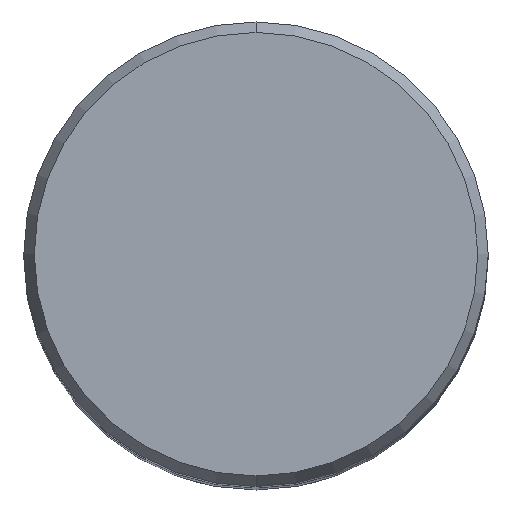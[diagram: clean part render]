
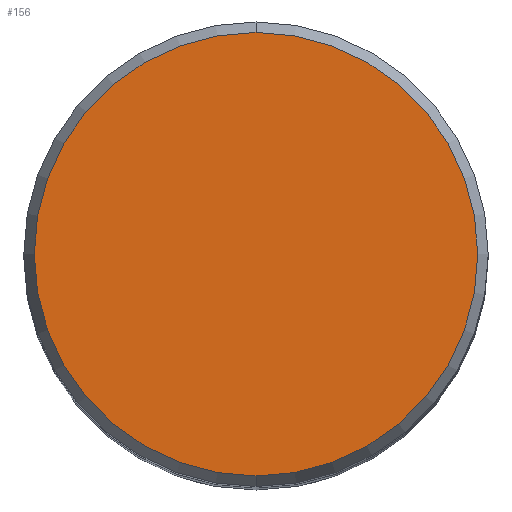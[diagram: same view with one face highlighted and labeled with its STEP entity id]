
A CAD part, top view. The second image highlights one B-rep face of the part: STEP entity #156.
In plain terms, the highlighted planar face has unit normal (0, 0, 1).
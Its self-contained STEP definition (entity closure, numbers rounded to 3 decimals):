
#122=EDGE_CURVE('',#242,#184,#302,.T.);
#156=ADVANCED_FACE('',(#341),#342,.T.);
#184=VERTEX_POINT('',#372);
#242=VERTEX_POINT('',#439);
#248=EDGE_CURVE('',#184,#242,#447,.T.);
#302=CIRCLE('',#498,24.255);
#341=FACE_OUTER_BOUND('',#548,.T.);
#342=PLANE('',#549);
#372=CARTESIAN_POINT('',(0.0,24.255,0.01));
#439=CARTESIAN_POINT('',(0.,-24.255,0.01));
#447=CIRCLE('',#677,24.255);
#498=AXIS2_PLACEMENT_3D('',#734,#735,#736);
#548=EDGE_LOOP('',(#779,#780));
#549=AXIS2_PLACEMENT_3D('',#781,#782,#783);
#677=AXIS2_PLACEMENT_3D('',#906,#907,#908);
#734=CARTESIAN_POINT('',(0.0,0.0,0.01));
#735=DIRECTION('',(0.0,0.0,-1.0));
#736=DIRECTION('',(0.0,1.0,0.0));
#779=ORIENTED_EDGE('',*,*,#248,.F.);
#780=ORIENTED_EDGE('',*,*,#122,.F.);
#781=CARTESIAN_POINT('',(0.0,12.127,0.01));
#782=DIRECTION('',(-0.0,0.0,1.0));
#783=DIRECTION('',(0.0,-1.0,0.0));
#906=CARTESIAN_POINT('',(0.0,0.0,0.01));
#907=DIRECTION('',(0.0,0.0,-1.0));
#908=DIRECTION('',(0.0,1.0,0.0));
